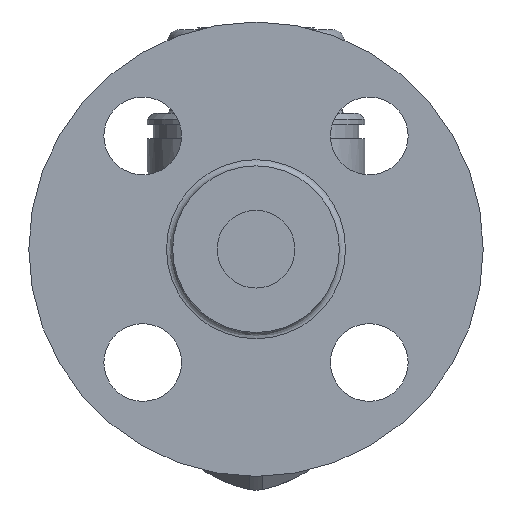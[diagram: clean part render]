
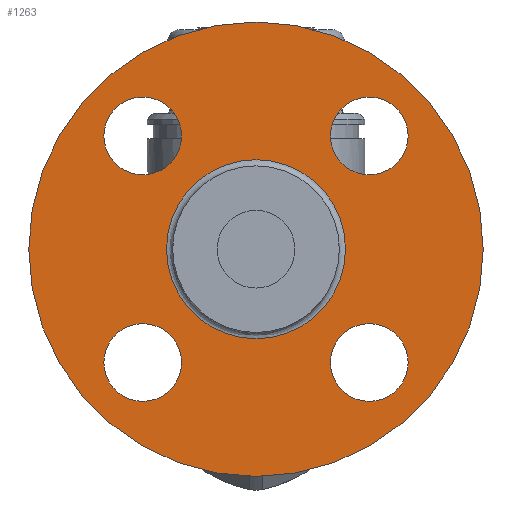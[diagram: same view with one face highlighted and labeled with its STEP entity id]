
A CAD part, left-side view. The second image highlights one B-rep face of the part: STEP entity #1263.
In plain terms, the highlighted planar face has unit normal (-1, 0, 0).
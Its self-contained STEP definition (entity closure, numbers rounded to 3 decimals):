
#724=CARTESIAN_POINT('',(-80.9,-39.168,-29.168));
#725=VERTEX_POINT('',#724);
#726=CARTESIAN_POINT('',(-80.9,-29.168,-29.168));
#727=DIRECTION('',(1.0,0.0,0.0));
#728=DIRECTION('',(0.0,-1.0,0.0));
#729=AXIS2_PLACEMENT_3D('',#726,#727,#728);
#730=CIRCLE('',#729,10.0);
#731=EDGE_CURVE('',#725,#725,#730,.T.);
#773=CARTESIAN_POINT('',(-80.9,29.168,-39.168));
#774=VERTEX_POINT('',#773);
#775=CARTESIAN_POINT('',(-80.9,29.168,-29.168));
#776=DIRECTION('',(1.0,0.0,0.0));
#777=DIRECTION('',(0.0,0.0,-1.0));
#778=AXIS2_PLACEMENT_3D('',#775,#776,#777);
#779=CIRCLE('',#778,10.0);
#780=EDGE_CURVE('',#774,#774,#779,.T.);
#822=CARTESIAN_POINT('',(-80.9,39.168,29.168));
#823=VERTEX_POINT('',#822);
#824=CARTESIAN_POINT('',(-80.9,29.168,29.168));
#825=DIRECTION('',(1.0,0.0,0.0));
#826=DIRECTION('',(0.0,1.0,0.0));
#827=AXIS2_PLACEMENT_3D('',#824,#825,#826);
#828=CIRCLE('',#827,10.0);
#829=EDGE_CURVE('',#823,#823,#828,.T.);
#871=CARTESIAN_POINT('',(-80.9,-29.168,39.168));
#872=VERTEX_POINT('',#871);
#873=CARTESIAN_POINT('',(-80.9,-29.168,29.168));
#874=DIRECTION('',(1.0,0.0,0.0));
#875=DIRECTION('',(0.0,0.0,1.0));
#876=AXIS2_PLACEMENT_3D('',#873,#874,#875);
#877=CIRCLE('',#876,10.0);
#878=EDGE_CURVE('',#872,#872,#877,.T.);
#1084=CARTESIAN_POINT('',(-80.9,0.0,58.5));
#1085=VERTEX_POINT('',#1084);
#1086=CARTESIAN_POINT('',(-80.9,0.0,0.));
#1087=DIRECTION('',(-1.0,0.0,0.0));
#1088=DIRECTION('',(0.0,0.0,1.0));
#1089=AXIS2_PLACEMENT_3D('',#1086,#1087,#1088);
#1090=CIRCLE('',#1089,58.5);
#1091=EDGE_CURVE('',#1085,#1085,#1090,.T.);
#1217=CARTESIAN_POINT('',(-80.9,0.0,23.05));
#1218=VERTEX_POINT('',#1217);
#1219=CARTESIAN_POINT('',(-80.9,0.0,0.));
#1220=DIRECTION('',(-1.0,0.0,0.0));
#1221=DIRECTION('',(0.0,0.0,-1.0));
#1222=AXIS2_PLACEMENT_3D('',#1219,#1220,#1221);
#1223=CIRCLE('',#1222,23.05);
#1224=EDGE_CURVE('',#1218,#1218,#1223,.T.);
#1240=CARTESIAN_POINT('',(-80.9,0.0,39.975));
#1241=DIRECTION('',(-1.0,0.0,0.0));
#1242=DIRECTION('',(0.0,0.0,1.0));
#1243=AXIS2_PLACEMENT_3D('',#1240,#1241,#1242);
#1244=PLANE('',#1243);
#1245=ORIENTED_EDGE('',*,*,#1091,.T.);
#1246=EDGE_LOOP('',(#1245));
#1247=FACE_OUTER_BOUND('',#1246,.T.);
#1248=ORIENTED_EDGE('',*,*,#731,.T.);
#1249=EDGE_LOOP('',(#1248));
#1250=FACE_BOUND('',#1249,.T.);
#1251=ORIENTED_EDGE('',*,*,#780,.T.);
#1252=EDGE_LOOP('',(#1251));
#1253=FACE_BOUND('',#1252,.T.);
#1254=ORIENTED_EDGE('',*,*,#829,.T.);
#1255=EDGE_LOOP('',(#1254));
#1256=FACE_BOUND('',#1255,.T.);
#1257=ORIENTED_EDGE('',*,*,#878,.T.);
#1258=EDGE_LOOP('',(#1257));
#1259=FACE_BOUND('',#1258,.T.);
#1260=ORIENTED_EDGE('',*,*,#1224,.F.);
#1261=EDGE_LOOP('',(#1260));
#1262=FACE_BOUND('',#1261,.T.);
#1263=ADVANCED_FACE('',(#1247,#1250,#1253,#1256,#1259,#1262),#1244,.T.);
